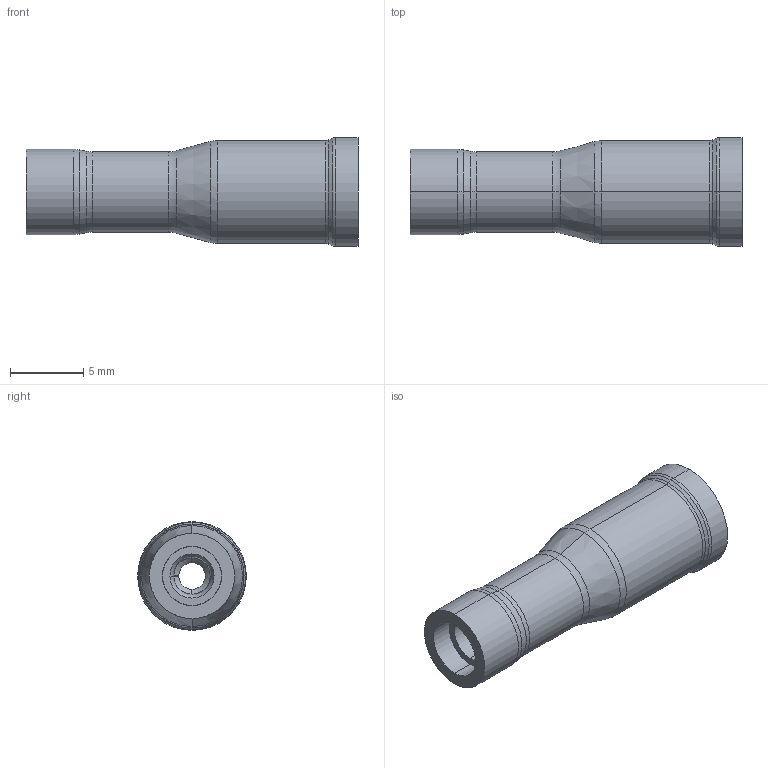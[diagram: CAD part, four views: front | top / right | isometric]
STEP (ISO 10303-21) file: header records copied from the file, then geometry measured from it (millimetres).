
FILE_DESCRIPTION (( 'STEP AP203' ), '1' );
FILE_NAME ('00140.STEP', '2024-09-11T13:57:19', ( '' ), ( '' ), 'SwSTEP 2.0', 'SolidWorks 2022', '' );
FILE_SCHEMA (( 'CONFIG_CONTROL_DESIGN' ));
Length unit declared in the file: millimetre
Products named in the file (1): 00140
Bounding box: 22.6 x 7.4 x 7.4 mm (x, y, z)
Volume: 470.3 mm3; surface area: 1359.6 mm2
Topology: 3 solids, 3 shells, 116 faces, 293 edges, 176 vertices
Faces by surface type: cylinder 39, plane 30, torus 24, cone 17, bspline 6
Entity records: 3763 total; most frequent: CARTESIAN_POINT 824, DIRECTION 650, ORIENTED_EDGE 586, EDGE_CURVE 293, AXIS2_PLACEMENT_3D 270, VERTEX_POINT 176, CIRCLE 159, EDGE_LOOP 125
